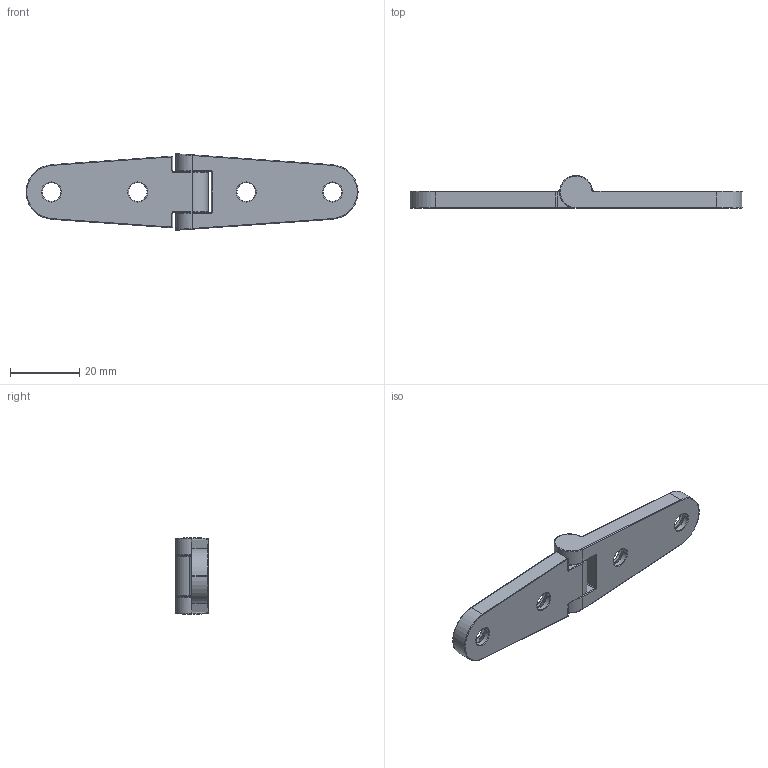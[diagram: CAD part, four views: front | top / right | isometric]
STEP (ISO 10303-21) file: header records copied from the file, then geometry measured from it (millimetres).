
FILE_DESCRIPTION (( 'STEP AP214' ), '1' );
FILE_NAME ('HGS-0603.STEP', '2019-07-24T06:54:19', ( '' ), ( '' ), 'SwSTEP 2.0', 'SolidWorks 2010', '' );
FILE_SCHEMA (( 'AUTOMOTIVE_DESIGN' ));
Length unit declared in the file: millimetre
Products named in the file (4): 插銷; 鉸鏈片(公); HGS-0603; 鉸鏈片(母)
Assembly tree (3 placements, depth 2):
  HGS-0603
    插銷
    鉸鏈片(母)
    鉸鏈片(公)
Bounding box: 96.2 x 9.49 x 22.17 mm (x, y, z)
Volume: 8029.9 mm3; surface area: 5620 mm2
Topology: 3 solids, 3 shells, 181 faces, 427 edges, 242 vertices
Faces by surface type: torus 70, cylinder 68, plane 17, sphere 12, cone 8, bspline 6
Entity records: 5891 total; most frequent: CARTESIAN_POINT 1496, DIRECTION 1051, ORIENTED_EDGE 822, AXIS2_PLACEMENT_3D 471, EDGE_CURVE 411, CIRCLE 290, VERTEX_POINT 238, EDGE_LOOP 193
